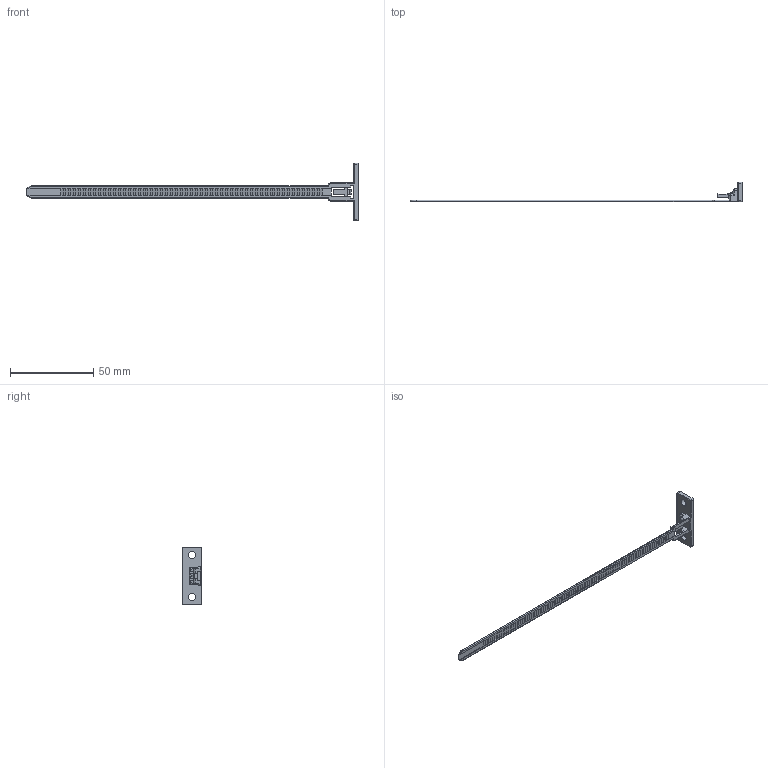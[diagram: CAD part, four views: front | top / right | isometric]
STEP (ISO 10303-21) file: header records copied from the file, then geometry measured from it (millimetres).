
FILE_DESCRIPTION (( 'STEP AP203' ), '1' );
FILE_NAME ('BATTERY-STRAP.STEP', '2007-08-28T16:12:45', ( 'Innovation First, Inc.' ), ( 'Innovation First, Inc.' ), 'SwSTEP 2.0', 'SolidWorks 2006052', '' );
FILE_SCHEMA (( 'CONFIG_CONTROL_DESIGN' ));
Length unit declared in the file: inch
Products named in the file (1): BATTERY-STRAP
Bounding box: 199.99 x 11.99 x 34.54 mm (x, y, z)
Volume: 2520.9 mm3; surface area: 4858.1 mm2
Topology: 1 solids, 1 shells, 535 faces, 1159 edges, 617 vertices
Faces by surface type: plane 473, cylinder 43, bspline 13, torus 4, cone 2
Entity records: 14118 total; most frequent: CARTESIAN_POINT 2895, ORIENTED_EDGE 2308, DIRECTION 2184, EDGE_CURVE 1154, VECTOR 1032, LINE 1032, VERTEX_POINT 617, AXIS2_PLACEMENT_3D 576
